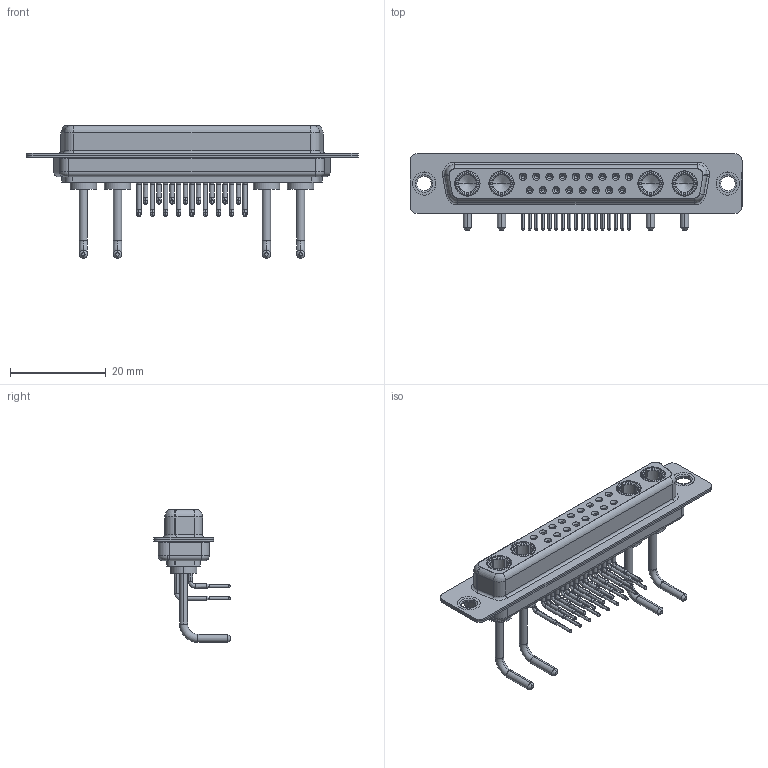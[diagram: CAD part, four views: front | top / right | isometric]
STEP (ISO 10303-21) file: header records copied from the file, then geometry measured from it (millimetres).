
FILE_DESCRIPTION (( 'STEP AP203' ), '1' );
FILE_NAME ('630-21W4250-1N1.STEP', '2022-06-08T15:28:39', ( '' ), ( '' ), 'SwSTEP 2.0', 'SolidWorks 2020', '' );
FILE_SCHEMA (( 'CONFIG_CONTROL_DESIGN' ));
Length unit declared in the file: millimetre
Products named in the file (8): 630Combo Thru Hole Rivet; 630-21W4250-1N1; 630Combo Housing_21W4; 630Combo Shell Front_37 Contacts; 630Combo Contact Row 2; 630Combo Contact Row 1; Power Socket_Ext 10A RA; 630Combo Shell Rear_37 Contacts
Assembly tree (26 placements, depth 2):
  630-21W4250-1N1
    630Combo Housing_21W4
    630Combo Shell Front_37 Contacts
    630Combo Shell Rear_37 Contacts
    630Combo Thru Hole Rivet  x2
    Power Socket_Ext 10A RA  x4
    630Combo Contact Row 1  x9
    630Combo Contact Row 2  x8
Bounding box: 69.4 x 16 x 27.78 mm (x, y, z)
Volume: 5432.9 mm3; surface area: 12361.6 mm2
Topology: 30 solids, 30 shells, 1466 faces, 3722 edges, 2348 vertices
Faces by surface type: cylinder 612, plane 438, cone 255, torus 89, bspline 72
Entity records: 20190 total; most frequent: CARTESIAN_POINT 3662, DIRECTION 3488, ORIENTED_EDGE 2966, EDGE_CURVE 1483, AXIS2_PLACEMENT_3D 1455, VERTEX_POINT 944, CIRCLE 808, EDGE_LOOP 755
